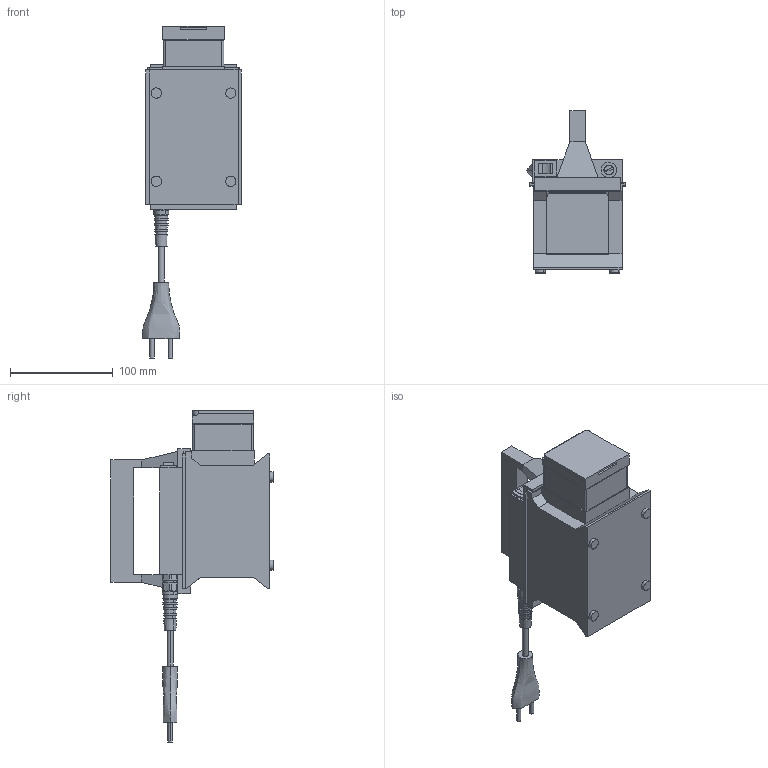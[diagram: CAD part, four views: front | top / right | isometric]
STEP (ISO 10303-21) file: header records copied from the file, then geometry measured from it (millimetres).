
FILE_DESCRIPTION (( 'STEP AP214' ), '1' );
FILE_NAME ('867729.STEP', '2024-08-13T11:05:21', ( '' ), ( '' ), 'SwSTEP 2.0', 'SolidWorks 2022', '' );
FILE_SCHEMA (( 'AUTOMOTIVE_DESIGN' ));
Length unit declared in the file: millimetre
Products named in the file (1): 867729
Bounding box: 96.04 x 158.01 x 323.57 mm (x, y, z)
Volume: 1344258.5 mm3; surface area: 114196.7 mm2
Topology: 1 solids, 1 shells, 266 faces, 730 edges, 474 vertices
Faces by surface type: plane 157, cylinder 62, cone 37, bspline 10
Entity records: 10497 total; most frequent: CARTESIAN_POINT 3614, ORIENTED_EDGE 1460, DIRECTION 1401, EDGE_CURVE 730, LINE 507, VECTOR 507, VERTEX_POINT 474, AXIS2_PLACEMENT_3D 447
